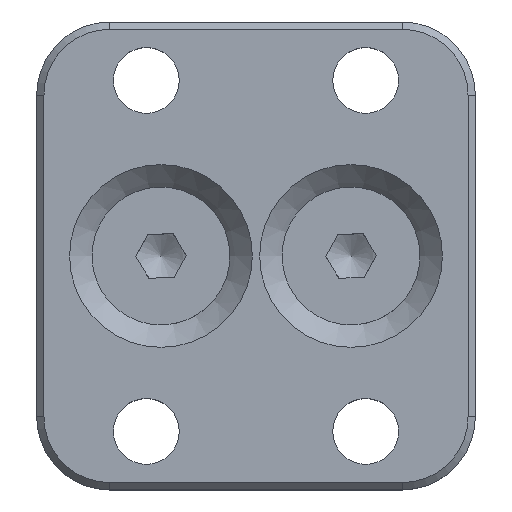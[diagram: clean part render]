
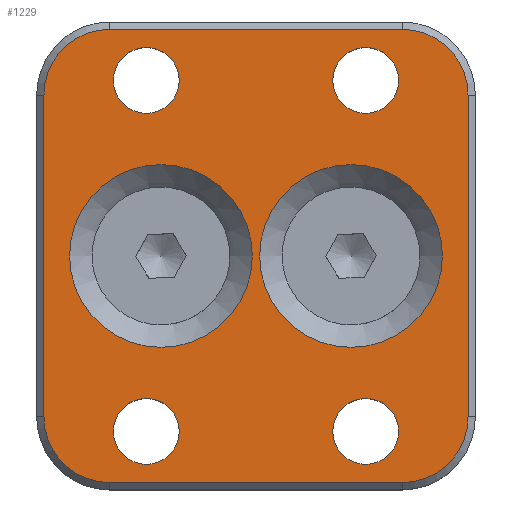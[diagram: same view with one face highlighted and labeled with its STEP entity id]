
A CAD part, top view. The second image highlights one B-rep face of the part: STEP entity #1229.
In plain terms, the highlighted planar face has unit normal (0, 0, 1).
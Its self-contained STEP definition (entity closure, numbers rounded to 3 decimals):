
#67=FACE_BOUND('',#225,.T.);
#68=FACE_BOUND('',#226,.T.);
#69=FACE_BOUND('',#227,.T.);
#70=FACE_BOUND('',#228,.T.);
#71=FACE_BOUND('',#229,.T.);
#72=FACE_BOUND('',#230,.T.);
#113=PLANE('',#1407);
#153=FACE_OUTER_BOUND('',#224,.T.);
#224=EDGE_LOOP('',(#949,#950,#951,#952,#953,#954,#955,#956));
#225=EDGE_LOOP('',(#957,#958));
#226=EDGE_LOOP('',(#959,#960));
#227=EDGE_LOOP('',(#961,#962));
#228=EDGE_LOOP('',(#963,#964));
#229=EDGE_LOOP('',(#965,#966));
#230=EDGE_LOOP('',(#967,#968));
#304=LINE('',#2010,#382);
#308=LINE('',#2022,#386);
#312=LINE('',#2033,#390);
#316=LINE('',#2042,#394);
#382=VECTOR('',#1623,10.);
#386=VECTOR('',#1635,10.);
#390=VECTOR('',#1647,10.);
#394=VECTOR('',#1657,10.);
#432=CIRCLE('',#1348,2.25);
#433=CIRCLE('',#1349,2.25);
#435=CIRCLE('',#1352,2.25);
#436=CIRCLE('',#1353,2.25);
#438=CIRCLE('',#1356,2.25);
#439=CIRCLE('',#1357,2.25);
#441=CIRCLE('',#1360,2.25);
#442=CIRCLE('',#1361,2.25);
#459=CIRCLE('',#1393,4.5);
#461=CIRCLE('',#1397,4.5);
#462=CIRCLE('',#1400,4.5);
#463=CIRCLE('',#1403,4.5);
#464=CIRCLE('',#1408,6.25);
#465=CIRCLE('',#1409,6.25);
#466=CIRCLE('',#1410,6.25);
#467=CIRCLE('',#1411,6.25);
#517=VERTEX_POINT('',#1900);
#518=VERTEX_POINT('',#1901);
#520=VERTEX_POINT('',#1908);
#521=VERTEX_POINT('',#1909);
#523=VERTEX_POINT('',#1916);
#524=VERTEX_POINT('',#1917);
#526=VERTEX_POINT('',#1924);
#527=VERTEX_POINT('',#1925);
#554=VERTEX_POINT('',#2007);
#555=VERTEX_POINT('',#2009);
#557=VERTEX_POINT('',#2015);
#559=VERTEX_POINT('',#2020);
#561=VERTEX_POINT('',#2027);
#562=VERTEX_POINT('',#2031);
#563=VERTEX_POINT('',#2036);
#564=VERTEX_POINT('',#2040);
#565=VERTEX_POINT('',#2052);
#566=VERTEX_POINT('',#2053);
#567=VERTEX_POINT('',#2056);
#568=VERTEX_POINT('',#2057);
#640=EDGE_CURVE('',#517,#518,#432,.T.);
#641=EDGE_CURVE('',#518,#517,#433,.T.);
#644=EDGE_CURVE('',#520,#521,#435,.T.);
#645=EDGE_CURVE('',#521,#520,#436,.T.);
#648=EDGE_CURVE('',#523,#524,#438,.T.);
#649=EDGE_CURVE('',#524,#523,#439,.T.);
#652=EDGE_CURVE('',#526,#527,#441,.T.);
#653=EDGE_CURVE('',#527,#526,#442,.T.);
#694=EDGE_CURVE('',#554,#555,#304,.T.);
#698=EDGE_CURVE('',#557,#554,#459,.T.);
#700=EDGE_CURVE('',#559,#557,#308,.T.);
#704=EDGE_CURVE('',#561,#559,#461,.T.);
#706=EDGE_CURVE('',#562,#561,#312,.T.);
#709=EDGE_CURVE('',#563,#562,#462,.T.);
#711=EDGE_CURVE('',#564,#563,#316,.T.);
#712=EDGE_CURVE('',#555,#564,#463,.T.);
#716=EDGE_CURVE('',#565,#566,#464,.T.);
#717=EDGE_CURVE('',#566,#565,#465,.T.);
#718=EDGE_CURVE('',#567,#568,#466,.T.);
#719=EDGE_CURVE('',#568,#567,#467,.T.);
#949=ORIENTED_EDGE('',*,*,#694,.F.);
#950=ORIENTED_EDGE('',*,*,#698,.F.);
#951=ORIENTED_EDGE('',*,*,#700,.F.);
#952=ORIENTED_EDGE('',*,*,#704,.F.);
#953=ORIENTED_EDGE('',*,*,#706,.F.);
#954=ORIENTED_EDGE('',*,*,#709,.F.);
#955=ORIENTED_EDGE('',*,*,#711,.F.);
#956=ORIENTED_EDGE('',*,*,#712,.F.);
#957=ORIENTED_EDGE('',*,*,#640,.T.);
#958=ORIENTED_EDGE('',*,*,#641,.T.);
#959=ORIENTED_EDGE('',*,*,#644,.T.);
#960=ORIENTED_EDGE('',*,*,#645,.T.);
#961=ORIENTED_EDGE('',*,*,#648,.T.);
#962=ORIENTED_EDGE('',*,*,#649,.T.);
#963=ORIENTED_EDGE('',*,*,#652,.T.);
#964=ORIENTED_EDGE('',*,*,#653,.T.);
#965=ORIENTED_EDGE('',*,*,#716,.T.);
#966=ORIENTED_EDGE('',*,*,#717,.T.);
#967=ORIENTED_EDGE('',*,*,#718,.T.);
#968=ORIENTED_EDGE('',*,*,#719,.T.);
#1229=ADVANCED_FACE('',(#153,#67,#68,#69,#70,#71,#72),#113,.T.);
#1348=AXIS2_PLACEMENT_3D('',#1902,#1509,#1510);
#1349=AXIS2_PLACEMENT_3D('',#1903,#1511,#1512);
#1352=AXIS2_PLACEMENT_3D('',#1910,#1518,#1519);
#1353=AXIS2_PLACEMENT_3D('',#1911,#1520,#1521);
#1356=AXIS2_PLACEMENT_3D('',#1918,#1527,#1528);
#1357=AXIS2_PLACEMENT_3D('',#1919,#1529,#1530);
#1360=AXIS2_PLACEMENT_3D('',#1926,#1536,#1537);
#1361=AXIS2_PLACEMENT_3D('',#1927,#1538,#1539);
#1393=AXIS2_PLACEMENT_3D('',#2017,#1630,#1631);
#1397=AXIS2_PLACEMENT_3D('',#2029,#1642,#1643);
#1400=AXIS2_PLACEMENT_3D('',#2038,#1652,#1653);
#1403=AXIS2_PLACEMENT_3D('',#2044,#1660,#1661);
#1407=AXIS2_PLACEMENT_3D('',#2051,#1671,#1672);
#1408=AXIS2_PLACEMENT_3D('',#2054,#1673,#1674);
#1409=AXIS2_PLACEMENT_3D('',#2055,#1675,#1676);
#1410=AXIS2_PLACEMENT_3D('',#2058,#1677,#1678);
#1411=AXIS2_PLACEMENT_3D('',#2059,#1679,#1680);
#1509=DIRECTION('center_axis',(0.,0.,-1.));
#1510=DIRECTION('ref_axis',(1.,0.,0.));
#1511=DIRECTION('center_axis',(0.,0.,-1.));
#1512=DIRECTION('ref_axis',(1.,0.,0.));
#1518=DIRECTION('center_axis',(0.,0.,-1.));
#1519=DIRECTION('ref_axis',(1.,0.,0.));
#1520=DIRECTION('center_axis',(0.,0.,-1.));
#1521=DIRECTION('ref_axis',(1.,0.,0.));
#1527=DIRECTION('center_axis',(0.,0.,-1.));
#1528=DIRECTION('ref_axis',(1.,0.,0.));
#1529=DIRECTION('center_axis',(0.,0.,-1.));
#1530=DIRECTION('ref_axis',(1.,0.,0.));
#1536=DIRECTION('center_axis',(0.,0.,-1.));
#1537=DIRECTION('ref_axis',(1.,0.,0.));
#1538=DIRECTION('center_axis',(0.,0.,-1.));
#1539=DIRECTION('ref_axis',(1.,0.,0.));
#1623=DIRECTION('',(-1.,0.,0.));
#1630=DIRECTION('center_axis',(0.,0.,-1.));
#1631=DIRECTION('ref_axis',(0.707,-0.707,0.));
#1635=DIRECTION('',(0.,-1.,0.));
#1642=DIRECTION('center_axis',(0.,0.,-1.));
#1643=DIRECTION('ref_axis',(0.707,0.707,0.));
#1647=DIRECTION('',(1.,0.,0.));
#1652=DIRECTION('center_axis',(0.,0.,-1.));
#1653=DIRECTION('ref_axis',(-0.707,0.707,0.));
#1657=DIRECTION('',(0.,1.,0.));
#1660=DIRECTION('center_axis',(0.,0.,-1.));
#1661=DIRECTION('ref_axis',(-0.707,-0.707,0.));
#1671=DIRECTION('center_axis',(0.,0.,1.));
#1672=DIRECTION('ref_axis',(1.,0.,0.));
#1673=DIRECTION('center_axis',(0.,0.,-1.));
#1674=DIRECTION('ref_axis',(1.,0.,0.));
#1675=DIRECTION('center_axis',(0.,0.,-1.));
#1676=DIRECTION('ref_axis',(1.,0.,0.));
#1677=DIRECTION('center_axis',(0.,0.,-1.));
#1678=DIRECTION('ref_axis',(1.,0.,0.));
#1679=DIRECTION('center_axis',(0.,0.,-1.));
#1680=DIRECTION('ref_axis',(1.,0.,0.));
#1900=CARTESIAN_POINT('',(9.75,12.,4.));
#1901=CARTESIAN_POINT('',(5.25,12.,4.));
#1902=CARTESIAN_POINT('Origin',(7.5,12.,4.));
#1903=CARTESIAN_POINT('Origin',(7.5,12.,4.));
#1908=CARTESIAN_POINT('',(-5.25,-12.,4.));
#1909=CARTESIAN_POINT('',(-9.75,-12.,4.));
#1910=CARTESIAN_POINT('Origin',(-7.5,-12.,4.));
#1911=CARTESIAN_POINT('Origin',(-7.5,-12.,4.));
#1916=CARTESIAN_POINT('',(9.75,-12.,4.));
#1917=CARTESIAN_POINT('',(5.25,-12.,4.));
#1918=CARTESIAN_POINT('Origin',(7.5,-12.,4.));
#1919=CARTESIAN_POINT('Origin',(7.5,-12.,4.));
#1924=CARTESIAN_POINT('',(-5.25,12.,4.));
#1925=CARTESIAN_POINT('',(-9.75,12.,4.));
#1926=CARTESIAN_POINT('Origin',(-7.5,12.,4.));
#1927=CARTESIAN_POINT('Origin',(-7.5,12.,4.));
#2007=CARTESIAN_POINT('',(10.,-15.5,4.));
#2009=CARTESIAN_POINT('',(-10.,-15.5,4.));
#2010=CARTESIAN_POINT('',(-7.5,-15.5,4.));
#2015=CARTESIAN_POINT('',(14.5,-11.,4.));
#2017=CARTESIAN_POINT('Origin',(10.,-11.,4.));
#2020=CARTESIAN_POINT('',(14.5,11.,4.));
#2022=CARTESIAN_POINT('',(14.5,-8.,4.));
#2027=CARTESIAN_POINT('',(10.,15.5,4.));
#2029=CARTESIAN_POINT('Origin',(10.,11.,4.));
#2031=CARTESIAN_POINT('',(-10.,15.5,4.));
#2033=CARTESIAN_POINT('',(7.5,15.5,4.));
#2036=CARTESIAN_POINT('',(-14.5,11.,4.));
#2038=CARTESIAN_POINT('Origin',(-10.,11.,4.));
#2040=CARTESIAN_POINT('',(-14.5,-11.,4.));
#2042=CARTESIAN_POINT('',(-14.5,8.,4.));
#2044=CARTESIAN_POINT('Origin',(-10.,-11.,4.));
#2051=CARTESIAN_POINT('Origin',(0.,0.,4.));
#2052=CARTESIAN_POINT('',(-0.25,0.,4.));
#2053=CARTESIAN_POINT('',(-12.75,0.,4.));
#2054=CARTESIAN_POINT('Origin',(-6.5,0.,4.));
#2055=CARTESIAN_POINT('Origin',(-6.5,0.,4.));
#2056=CARTESIAN_POINT('',(12.75,0.,4.));
#2057=CARTESIAN_POINT('',(0.25,0.,4.));
#2058=CARTESIAN_POINT('Origin',(6.5,0.,4.));
#2059=CARTESIAN_POINT('Origin',(6.5,0.,4.));
